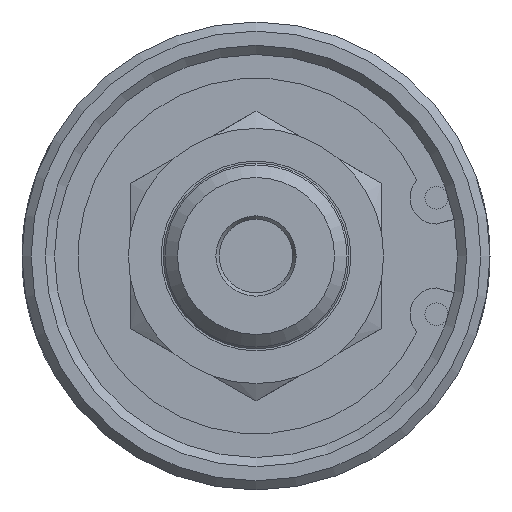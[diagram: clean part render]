
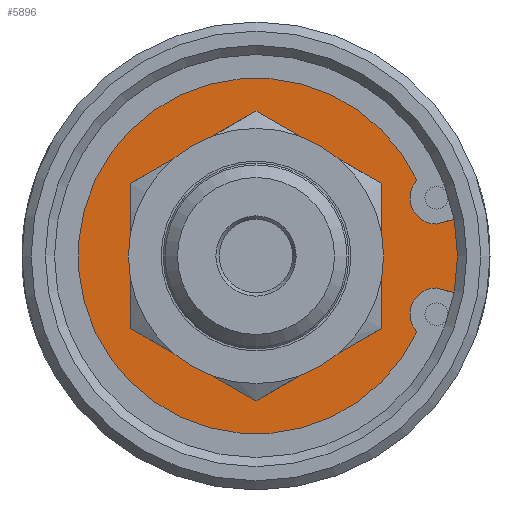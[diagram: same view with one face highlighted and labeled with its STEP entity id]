
A CAD part, left-side view. The second image highlights one B-rep face of the part: STEP entity #5896.
In plain terms, the highlighted planar face has unit normal (-1, 0, 0).
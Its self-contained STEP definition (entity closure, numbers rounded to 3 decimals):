
#83=FACE_BOUND('',#2019,.T.);
#504=LINE('',#49805,#828);
#510=LINE('',#49834,#834);
#828=VECTOR('',#7305,2.849);
#834=VECTOR('',#7331,2.849);
#1192=CIRCLE('',#6279,2.286);
#1199=CIRCLE('',#6290,2.286);
#1200=CIRCLE('',#6292,15.47);
#1201=CIRCLE('',#6294,18.77);
#1204=CIRCLE('',#6299,8.925);
#1205=CIRCLE('',#6300,8.925);
#1331=PLANE('',#6298);
#1644=FACE_OUTER_BOUND('',#2018,.T.);
#2018=EDGE_LOOP('',(#5351,#5352,#5353,#5354,#5355,#5356));
#2019=EDGE_LOOP('',(#5357,#5358));
#2859=VERTEX_POINT('',#49802);
#2860=VERTEX_POINT('',#49804);
#2863=VERTEX_POINT('',#49814);
#2869=VERTEX_POINT('',#49831);
#2870=VERTEX_POINT('',#49833);
#2873=VERTEX_POINT('',#49844);
#2875=VERTEX_POINT('',#49856);
#2876=VERTEX_POINT('',#49857);
#3696=EDGE_CURVE('',#2860,#2859,#504,.T.);
#3701=EDGE_CURVE('',#2859,#2863,#1192,.T.);
#3709=EDGE_CURVE('',#2870,#2869,#510,.T.);
#3715=EDGE_CURVE('',#2873,#2870,#1199,.T.);
#3717=EDGE_CURVE('',#2863,#2873,#1200,.T.);
#3718=EDGE_CURVE('',#2869,#2860,#1201,.T.);
#3721=EDGE_CURVE('',#2875,#2876,#1204,.T.);
#3722=EDGE_CURVE('',#2876,#2875,#1205,.T.);
#5351=ORIENTED_EDGE('',*,*,#3696,.T.);
#5352=ORIENTED_EDGE('',*,*,#3701,.T.);
#5353=ORIENTED_EDGE('',*,*,#3717,.T.);
#5354=ORIENTED_EDGE('',*,*,#3715,.T.);
#5355=ORIENTED_EDGE('',*,*,#3709,.T.);
#5356=ORIENTED_EDGE('',*,*,#3718,.T.);
#5357=ORIENTED_EDGE('',*,*,#3721,.T.);
#5358=ORIENTED_EDGE('',*,*,#3722,.T.);
#5896=ADVANCED_FACE('',(#1644,#83),#1331,.F.);
#6279=AXIS2_PLACEMENT_3D('',#49815,#7316,#7317);
#6290=AXIS2_PLACEMENT_3D('',#49845,#7344,#7345);
#6292=AXIS2_PLACEMENT_3D('',#49848,#7349,#7350);
#6294=AXIS2_PLACEMENT_3D('',#49850,#7353,#7354);
#6298=AXIS2_PLACEMENT_3D('',#49855,#7361,#7362);
#6299=AXIS2_PLACEMENT_3D('',#49858,#7363,#7364);
#6300=AXIS2_PLACEMENT_3D('',#49859,#7365,#7366);
#7305=DIRECTION('',(0.,0.966,-0.259));
#7316=DIRECTION('center_axis',(1.,0.,0.));
#7317=DIRECTION('ref_axis',(0.,0.209,-0.978));
#7331=DIRECTION('',(0.,-0.966,-0.259));
#7344=DIRECTION('center_axis',(1.,0.,0.));
#7345=DIRECTION('ref_axis',(0.,0.209,0.978));
#7349=DIRECTION('center_axis',(-1.,0.,0.));
#7350=DIRECTION('ref_axis',(0.,0.,-1.));
#7353=DIRECTION('center_axis',(-1.,0.,0.));
#7354=DIRECTION('ref_axis',(0.,1.,0.));
#7361=DIRECTION('center_axis',(1.,0.,0.));
#7362=DIRECTION('ref_axis',(0.,0.,-1.));
#7363=DIRECTION('center_axis',(1.,0.,0.));
#7364=DIRECTION('ref_axis',(0.,-1.,0.));
#7365=DIRECTION('center_axis',(1.,0.,0.));
#7366=DIRECTION('ref_axis',(0.,-1.,0.));
#49802=CARTESIAN_POINT('',(4.315,-15.686,2.781));
#49804=CARTESIAN_POINT('',(4.315,-18.437,3.519));
#49805=CARTESIAN_POINT('',(4.315,-18.437,3.519));
#49814=CARTESIAN_POINT('',(4.315,-13.991,6.601));
#49815=CARTESIAN_POINT('Origin',(4.315,-15.686,5.067));
#49831=CARTESIAN_POINT('',(4.315,-18.437,-3.519));
#49833=CARTESIAN_POINT('',(4.315,-15.686,-2.781));
#49834=CARTESIAN_POINT('',(4.315,-15.686,-2.781));
#49844=CARTESIAN_POINT('',(4.315,-13.991,-6.601));
#49845=CARTESIAN_POINT('Origin',(4.315,-15.686,-5.067));
#49848=CARTESIAN_POINT('Origin',(4.315,0.,0.));
#49850=CARTESIAN_POINT('Origin',(4.315,0.,0.));
#49855=CARTESIAN_POINT('Origin',(4.315,8.763,0.));
#49856=CARTESIAN_POINT('',(4.315,-8.925,0.));
#49857=CARTESIAN_POINT('',(4.315,8.925,0.));
#49858=CARTESIAN_POINT('Origin',(4.315,0.,0.));
#49859=CARTESIAN_POINT('Origin',(4.315,0.,0.));
